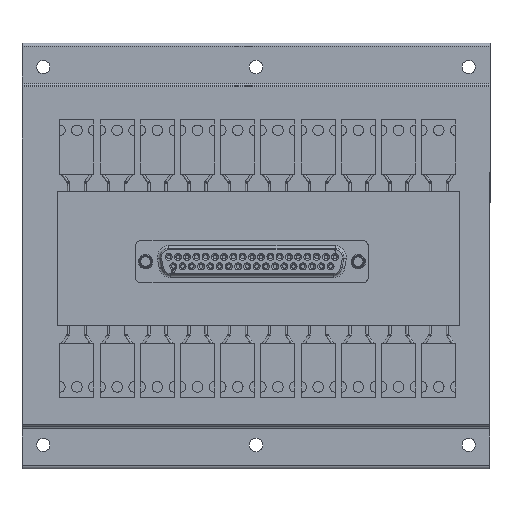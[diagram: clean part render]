
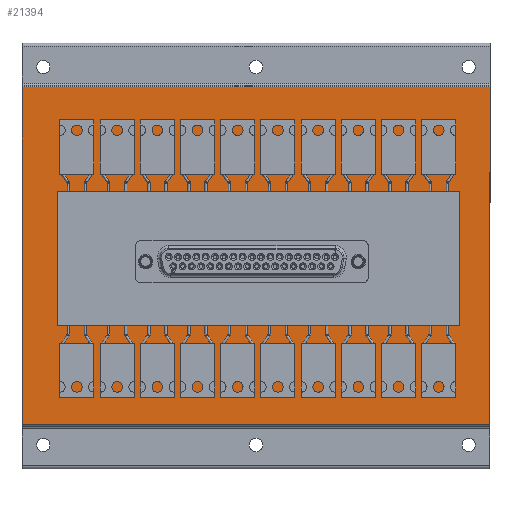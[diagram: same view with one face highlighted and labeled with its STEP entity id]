
A CAD part, top view. The second image highlights one B-rep face of the part: STEP entity #21394.
In plain terms, the highlighted planar face has unit normal (0, 0, 1).
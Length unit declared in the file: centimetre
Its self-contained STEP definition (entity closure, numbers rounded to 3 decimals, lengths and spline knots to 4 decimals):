
#449=PLANE($,#22908);
#1415=LINE($,#32033,#3336);
#1416=LINE($,#32035,#3337);
#1417=LINE($,#32037,#3338);
#1418=LINE($,#32038,#3339);
#3336=VECTOR($,#25419,10.0838);
#3337=VECTOR($,#25420,13.97);
#3338=VECTOR($,#25421,10.0838);
#3339=VECTOR($,#25422,13.97);
#5707=FACE_OUTER_BOUND($,#7138,.T.);
#7138=EDGE_LOOP($,(#15135,#15136,#15137,#15138));
#9958=VERTEX_POINT($,#32031);
#9959=VERTEX_POINT($,#32032);
#9960=VERTEX_POINT($,#32034);
#9961=VERTEX_POINT($,#32036);
#12071=EDGE_CURVE($,#9958,#9959,#1415,.T.);
#12072=EDGE_CURVE($,#9958,#9960,#1416,.T.);
#12073=EDGE_CURVE($,#9960,#9961,#1417,.T.);
#12074=EDGE_CURVE($,#9961,#9959,#1418,.T.);
#15135=ORIENTED_EDGE($,*,*,#12071,.F.);
#15136=ORIENTED_EDGE($,*,*,#12072,.T.);
#15137=ORIENTED_EDGE($,*,*,#12073,.T.);
#15138=ORIENTED_EDGE($,*,*,#12074,.T.);
#21394=ADVANCED_FACE($,(#5707),#449,.T.);
#22908=AXIS2_PLACEMENT_3D($,#32030,#25417,#25418);
#25417=DIRECTION('center_axis',(0.,0.,
1.));
#25418=DIRECTION('ref_axis',(1.,0.,0.));
#25419=DIRECTION($,(0.,-1.,0.));
#25420=DIRECTION($,(-1.,0.,0.));
#25421=DIRECTION($,(0.,-1.,0.));
#25422=DIRECTION($,(1.,0.,0.));
#32030=CARTESIAN_POINT('Origin',(-14.863,7.1278,3.82));
#32031=CARTESIAN_POINT('',(-0.893,12.1697,3.82));
#32032=CARTESIAN_POINT('',(-0.893,2.0859,3.82));
#32033=CARTESIAN_POINT($,(-0.893,7.1278,3.82));
#32034=CARTESIAN_POINT('',(-14.863,12.1697,3.82));
#32035=CARTESIAN_POINT($,(-14.863,12.1697,3.82));
#32036=CARTESIAN_POINT('',(-14.863,2.0859,3.82));
#32037=CARTESIAN_POINT($,(-14.863,12.2078,3.82));
#32038=CARTESIAN_POINT($,(-14.863,2.0859,3.82));
